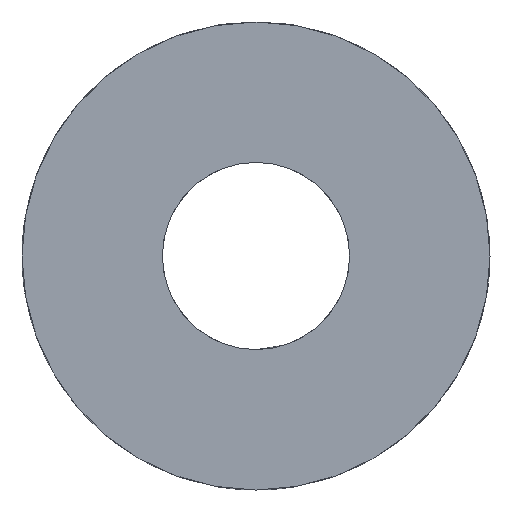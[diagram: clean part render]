
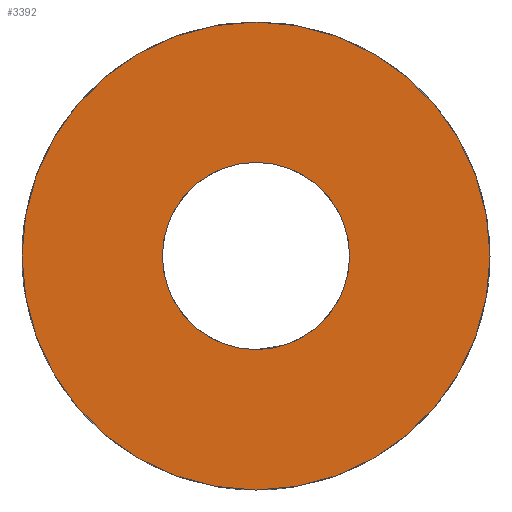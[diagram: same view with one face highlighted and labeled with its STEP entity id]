
A CAD part, left-side view. The second image highlights one B-rep face of the part: STEP entity #3392.
In plain terms, the highlighted planar face has unit normal (-1, 0, 0).
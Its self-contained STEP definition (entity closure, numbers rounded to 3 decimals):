
#144 = CARTESIAN_POINT ( 'NONE',  ( -11., 0., 3. ) ) ;
#151 = VERTEX_POINT ( 'NONE', #2353 ) ;
#198 = VERTEX_POINT ( 'NONE', #2251 ) ;
#249 = VERTEX_POINT ( 'NONE', #2127 ) ;
#867 = DIRECTION ( 'NONE',  ( 0., 0., -1. ) ) ;
#871 = DIRECTION ( 'NONE',  ( 1., 0., 0. ) ) ;
#885 = CARTESIAN_POINT ( 'NONE',  ( -11., 0., 0. ) ) ;
#891 = PLANE ( 'NONE',  #3917 ) ;
#1079 = AXIS2_PLACEMENT_3D ( 'NONE', #4319, #4314, #4293 ) ;
#1125 = VERTEX_POINT ( 'NONE', #144 ) ;
#1477 = CIRCLE ( 'NONE', #3001, 3. ) ;
#1691 = AXIS2_PLACEMENT_3D ( 'NONE', #4613, #4602, #4594 ) ;
#1755 = CIRCLE ( 'NONE', #1691, 3. ) ;
#1780 = EDGE_CURVE ( 'NONE', #198, #151, #2678, .T. ) ;
#1816 = CIRCLE ( 'NONE', #1857, 7.5 ) ;
#1857 = AXIS2_PLACEMENT_3D ( 'NONE', #3073, #3050, #3042 ) ;
#1954 = ORIENTED_EDGE ( 'NONE', *, *, #1780, .F. ) ;
#1983 = ORIENTED_EDGE ( 'NONE', *, *, #2866, .F. ) ;
#2127 = CARTESIAN_POINT ( 'NONE',  ( -11., 0., -3. ) ) ;
#2251 = CARTESIAN_POINT ( 'NONE',  ( -11., 0., 7.5 ) ) ;
#2330 = FACE_BOUND ( 'NONE', #2719, .T. ) ;
#2346 = EDGE_CURVE ( 'NONE', #249, #1125, #1477, .T. ) ;
#2353 = CARTESIAN_POINT ( 'NONE',  ( -11., 0., -7.5 ) ) ;
#2510 = EDGE_LOOP ( 'NONE', ( #3500, #1954 ) ) ;
#2678 = CIRCLE ( 'NONE', #1079, 7.5 ) ;
#2719 = EDGE_LOOP ( 'NONE', ( #3540, #1983 ) ) ;
#2866 = EDGE_CURVE ( 'NONE', #1125, #249, #1755, .T. ) ;
#3001 = AXIS2_PLACEMENT_3D ( 'NONE', #3885, #3833, #3695 ) ;
#3042 = DIRECTION ( 'NONE',  ( 0., 0., -1. ) ) ;
#3050 = DIRECTION ( 'NONE',  ( 1., 0., 0. ) ) ;
#3058 = EDGE_CURVE ( 'NONE', #151, #198, #1816, .T. ) ;
#3073 = CARTESIAN_POINT ( 'NONE',  ( -11., 0., 0. ) ) ;
#3392 = ADVANCED_FACE ( 'NONE', ( #2330, #4719 ), #891, .F. ) ;
#3500 = ORIENTED_EDGE ( 'NONE', *, *, #3058, .F. ) ;
#3540 = ORIENTED_EDGE ( 'NONE', *, *, #2346, .F. ) ;
#3695 = DIRECTION ( 'NONE',  ( 0., 0., -1. ) ) ;
#3833 = DIRECTION ( 'NONE',  ( -1., 0., 0. ) ) ;
#3885 = CARTESIAN_POINT ( 'NONE',  ( -11., 0., 0. ) ) ;
#3917 = AXIS2_PLACEMENT_3D ( 'NONE', #885, #871, #867 ) ;
#4293 = DIRECTION ( 'NONE',  ( 0., 0., -1. ) ) ;
#4314 = DIRECTION ( 'NONE',  ( 1., 0., 0. ) ) ;
#4319 = CARTESIAN_POINT ( 'NONE',  ( -11., 0., 0. ) ) ;
#4594 = DIRECTION ( 'NONE',  ( 0., 0., -1. ) ) ;
#4602 = DIRECTION ( 'NONE',  ( -1., 0., 0. ) ) ;
#4613 = CARTESIAN_POINT ( 'NONE',  ( -11., 0., 0. ) ) ;
#4719 = FACE_OUTER_BOUND ( 'NONE', #2510, .T. ) ;
